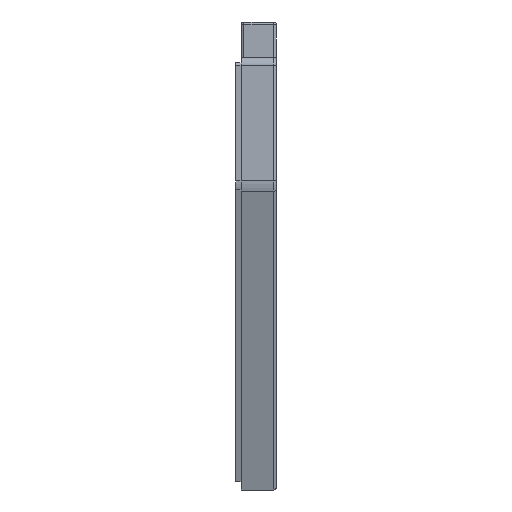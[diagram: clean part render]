
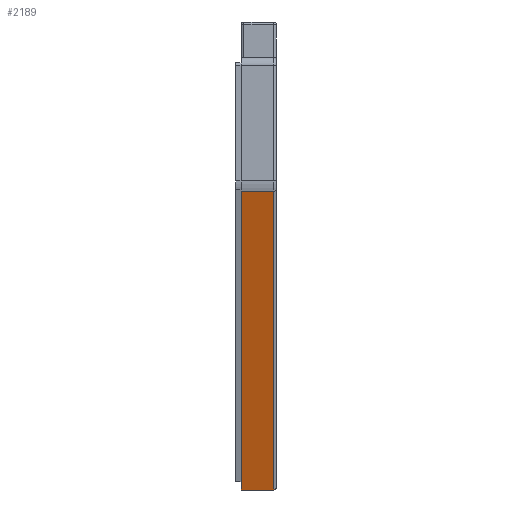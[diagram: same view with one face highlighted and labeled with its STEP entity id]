
A CAD part, left-side view. The second image highlights one B-rep face of the part: STEP entity #2189.
In plain terms, the highlighted planar face has unit normal (-0.951, 0, -0.31).
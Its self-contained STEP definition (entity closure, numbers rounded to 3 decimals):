
#277=FACE_OUTER_BOUND('',#414,.T.);
#414=EDGE_LOOP('',(#1774,#1775,#1776,#1777));
#540=LINE('',#3313,#754);
#621=LINE('',#3553,#835);
#633=LINE('',#3593,#847);
#634=LINE('',#3595,#848);
#754=VECTOR('',#2643,10.);
#835=VECTOR('',#2840,10.);
#847=VECTOR('',#2892,10.);
#848=VECTOR('',#2895,10.);
#984=VERTEX_POINT('',#3310);
#985=VERTEX_POINT('',#3312);
#1061=VERTEX_POINT('',#3551);
#1062=VERTEX_POINT('',#3552);
#1201=EDGE_CURVE('',#985,#984,#540,.T.);
#1311=EDGE_CURVE('',#1061,#1062,#621,.T.);
#1332=EDGE_CURVE('',#1062,#985,#633,.T.);
#1333=EDGE_CURVE('',#1061,#984,#634,.T.);
#1774=ORIENTED_EDGE('',*,*,#1311,.T.);
#1775=ORIENTED_EDGE('',*,*,#1332,.T.);
#1776=ORIENTED_EDGE('',*,*,#1201,.T.);
#1777=ORIENTED_EDGE('',*,*,#1333,.F.);
#2095=PLANE('',#2395);
#2189=ADVANCED_FACE('',(#277),#2095,.F.);
#2395=AXIS2_PLACEMENT_3D('',#3594,#2893,#2894);
#2643=DIRECTION('',(0.31,0.,-0.951));
#2840=DIRECTION('',(-0.31,0.,0.951));
#2892=DIRECTION('',(0.,1.,0.));
#2893=DIRECTION('center_axis',(0.951,0.,0.31));
#2894=DIRECTION('ref_axis',(0.31,0.,-0.951));
#2895=DIRECTION('',(0.,1.,0.));
#3310=CARTESIAN_POINT('',(-37.104,13.,-112.));
#3312=CARTESIAN_POINT('',(-72.909,13.,-2.13));
#3313=CARTESIAN_POINT('',(-37.104,13.,-112.));
#3551=CARTESIAN_POINT('',(-37.104,1.,-112.));
#3552=CARTESIAN_POINT('',(-72.909,1.,-2.13));
#3553=CARTESIAN_POINT('',(-67.657,1.,-18.245));
#3593=CARTESIAN_POINT('',(-72.909,0.,-2.13));
#3594=CARTESIAN_POINT('Origin',(-72.909,0.,-2.13));
#3595=CARTESIAN_POINT('',(-37.104,0.,-112.));
